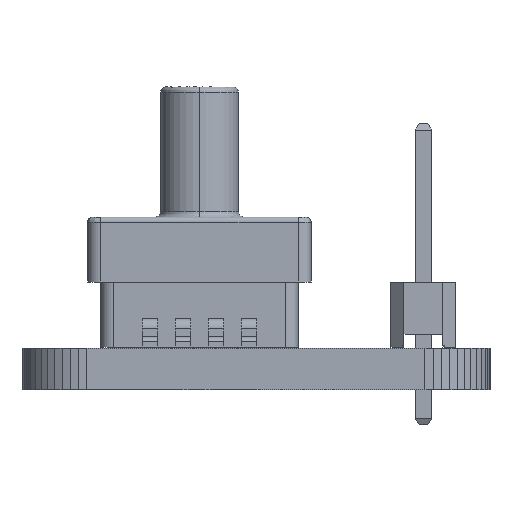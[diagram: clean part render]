
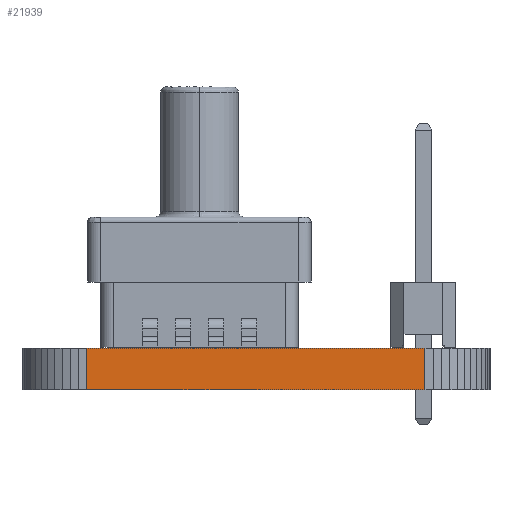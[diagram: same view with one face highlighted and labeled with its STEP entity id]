
A CAD part, left-side view. The second image highlights one B-rep face of the part: STEP entity #21939.
In plain terms, the highlighted planar face has unit normal (-1, 0, 0).
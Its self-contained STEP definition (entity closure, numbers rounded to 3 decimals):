
#18198 = PLANE('',#18199);
#18199 = AXIS2_PLACEMENT_3D('',#18200,#18201,#18202);
#18200 = CARTESIAN_POINT('',(110.25,-69.5,1.6));
#18201 = DIRECTION('',(-0.,-0.,-1.));
#18202 = DIRECTION('',(-1.,0.,0.));
#18252 = PLANE('',#18253);
#18253 = AXIS2_PLACEMENT_3D('',#18254,#18255,#18256);
#18254 = CARTESIAN_POINT('',(110.25,-69.5,0.));
#18255 = DIRECTION('',(-0.,-0.,-1.));
#18256 = DIRECTION('',(-1.,0.,0.));
#19369 = VERTEX_POINT('',#19370);
#19370 = CARTESIAN_POINT('',(100.25,-76.,0.));
#19384 = PLANE('',#19385);
#19385 = AXIS2_PLACEMENT_3D('',#19386,#19387,#19388);
#19386 = CARTESIAN_POINT('',(100.271,-76.326,0.));
#19387 = DIRECTION('',(-0.998,-0.065,0.));
#19388 = DIRECTION('',(-0.065,0.998,0.));
#19396 = EDGE_CURVE('',#19369,#19397,#19399,.T.);
#19397 = VERTEX_POINT('',#19398);
#19398 = CARTESIAN_POINT('',(100.25,-63.,0.));
#19399 = SURFACE_CURVE('',#19400,(#19404,#19411),.PCURVE_S1.);
#19400 = LINE('',#19401,#19402);
#19401 = CARTESIAN_POINT('',(100.25,-76.,0.));
#19402 = VECTOR('',#19403,1.);
#19403 = DIRECTION('',(0.,1.,0.));
#19404 = PCURVE('',#18252,#19405);
#19405 = DEFINITIONAL_REPRESENTATION('',(#19406),#19410);
#19406 = LINE('',#19407,#19408);
#19407 = CARTESIAN_POINT('',(10.,-6.5));
#19408 = VECTOR('',#19409,1.);
#19409 = DIRECTION('',(0.,1.));
#19410 = ( GEOMETRIC_REPRESENTATION_CONTEXT(2) 
PARAMETRIC_REPRESENTATION_CONTEXT() REPRESENTATION_CONTEXT('2D SPACE',''
  ) );
#19411 = PCURVE('',#19412,#19417);
#19412 = PLANE('',#19413);
#19413 = AXIS2_PLACEMENT_3D('',#19414,#19415,#19416);
#19414 = CARTESIAN_POINT('',(100.25,-76.,0.));
#19415 = DIRECTION('',(-1.,0.,0.));
#19416 = DIRECTION('',(0.,1.,0.));
#19417 = DEFINITIONAL_REPRESENTATION('',(#19418),#19422);
#19418 = LINE('',#19419,#19420);
#19419 = CARTESIAN_POINT('',(0.,0.));
#19420 = VECTOR('',#19421,1.);
#19421 = DIRECTION('',(1.,0.));
#19422 = ( GEOMETRIC_REPRESENTATION_CONTEXT(2) 
PARAMETRIC_REPRESENTATION_CONTEXT() REPRESENTATION_CONTEXT('2D SPACE',''
  ) );
#19440 = PLANE('',#19441);
#19441 = AXIS2_PLACEMENT_3D('',#19442,#19443,#19444);
#19442 = CARTESIAN_POINT('',(100.25,-63.,0.));
#19443 = DIRECTION('',(-0.998,0.065,0.));
#19444 = DIRECTION('',(0.065,0.998,0.));
#20745 = VERTEX_POINT('',#20746);
#20746 = CARTESIAN_POINT('',(100.25,-76.,1.6));
#20767 = EDGE_CURVE('',#20745,#20768,#20770,.T.);
#20768 = VERTEX_POINT('',#20769);
#20769 = CARTESIAN_POINT('',(100.25,-63.,1.6));
#20770 = SURFACE_CURVE('',#20771,(#20775,#20782),.PCURVE_S1.);
#20771 = LINE('',#20772,#20773);
#20772 = CARTESIAN_POINT('',(100.25,-76.,1.6));
#20773 = VECTOR('',#20774,1.);
#20774 = DIRECTION('',(0.,1.,0.));
#20775 = PCURVE('',#18198,#20776);
#20776 = DEFINITIONAL_REPRESENTATION('',(#20777),#20781);
#20777 = LINE('',#20778,#20779);
#20778 = CARTESIAN_POINT('',(10.,-6.5));
#20779 = VECTOR('',#20780,1.);
#20780 = DIRECTION('',(0.,1.));
#20781 = ( GEOMETRIC_REPRESENTATION_CONTEXT(2) 
PARAMETRIC_REPRESENTATION_CONTEXT() REPRESENTATION_CONTEXT('2D SPACE',''
  ) );
#20782 = PCURVE('',#19412,#20783);
#20783 = DEFINITIONAL_REPRESENTATION('',(#20784),#20788);
#20784 = LINE('',#20785,#20786);
#20785 = CARTESIAN_POINT('',(0.,-1.6));
#20786 = VECTOR('',#20787,1.);
#20787 = DIRECTION('',(1.,0.));
#20788 = ( GEOMETRIC_REPRESENTATION_CONTEXT(2) 
PARAMETRIC_REPRESENTATION_CONTEXT() REPRESENTATION_CONTEXT('2D SPACE',''
  ) );
#21889 = EDGE_CURVE('',#19397,#20768,#21890,.T.);
#21890 = SURFACE_CURVE('',#21891,(#21895,#21902),.PCURVE_S1.);
#21891 = LINE('',#21892,#21893);
#21892 = CARTESIAN_POINT('',(100.25,-63.,0.));
#21893 = VECTOR('',#21894,1.);
#21894 = DIRECTION('',(0.,0.,1.));
#21895 = PCURVE('',#19440,#21896);
#21896 = DEFINITIONAL_REPRESENTATION('',(#21897),#21901);
#21897 = LINE('',#21898,#21899);
#21898 = CARTESIAN_POINT('',(0.,0.));
#21899 = VECTOR('',#21900,1.);
#21900 = DIRECTION('',(0.,-1.));
#21901 = ( GEOMETRIC_REPRESENTATION_CONTEXT(2) 
PARAMETRIC_REPRESENTATION_CONTEXT() REPRESENTATION_CONTEXT('2D SPACE',''
  ) );
#21902 = PCURVE('',#19412,#21903);
#21903 = DEFINITIONAL_REPRESENTATION('',(#21904),#21908);
#21904 = LINE('',#21905,#21906);
#21905 = CARTESIAN_POINT('',(13.,0.));
#21906 = VECTOR('',#21907,1.);
#21907 = DIRECTION('',(0.,-1.));
#21908 = ( GEOMETRIC_REPRESENTATION_CONTEXT(2) 
PARAMETRIC_REPRESENTATION_CONTEXT() REPRESENTATION_CONTEXT('2D SPACE',''
  ) );
#21939 = ADVANCED_FACE('',(#21940),#19412,.T.);
#21940 = FACE_BOUND('',#21941,.T.);
#21941 = EDGE_LOOP('',(#21942,#21963,#21964,#21965));
#21942 = ORIENTED_EDGE('',*,*,#21943,.T.);
#21943 = EDGE_CURVE('',#19369,#20745,#21944,.T.);
#21944 = SURFACE_CURVE('',#21945,(#21949,#21956),.PCURVE_S1.);
#21945 = LINE('',#21946,#21947);
#21946 = CARTESIAN_POINT('',(100.25,-76.,0.));
#21947 = VECTOR('',#21948,1.);
#21948 = DIRECTION('',(0.,0.,1.));
#21949 = PCURVE('',#19412,#21950);
#21950 = DEFINITIONAL_REPRESENTATION('',(#21951),#21955);
#21951 = LINE('',#21952,#21953);
#21952 = CARTESIAN_POINT('',(0.,0.));
#21953 = VECTOR('',#21954,1.);
#21954 = DIRECTION('',(0.,-1.));
#21955 = ( GEOMETRIC_REPRESENTATION_CONTEXT(2) 
PARAMETRIC_REPRESENTATION_CONTEXT() REPRESENTATION_CONTEXT('2D SPACE',''
  ) );
#21956 = PCURVE('',#19384,#21957);
#21957 = DEFINITIONAL_REPRESENTATION('',(#21958),#21962);
#21958 = LINE('',#21959,#21960);
#21959 = CARTESIAN_POINT('',(0.327,0.));
#21960 = VECTOR('',#21961,1.);
#21961 = DIRECTION('',(0.,-1.));
#21962 = ( GEOMETRIC_REPRESENTATION_CONTEXT(2) 
PARAMETRIC_REPRESENTATION_CONTEXT() REPRESENTATION_CONTEXT('2D SPACE',''
  ) );
#21963 = ORIENTED_EDGE('',*,*,#20767,.T.);
#21964 = ORIENTED_EDGE('',*,*,#21889,.F.);
#21965 = ORIENTED_EDGE('',*,*,#19396,.F.);
